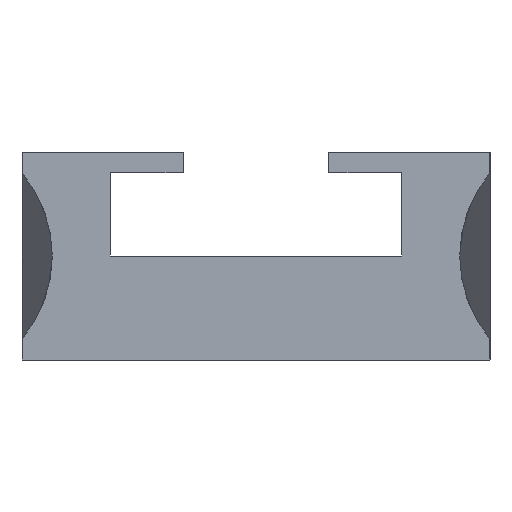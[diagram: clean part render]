
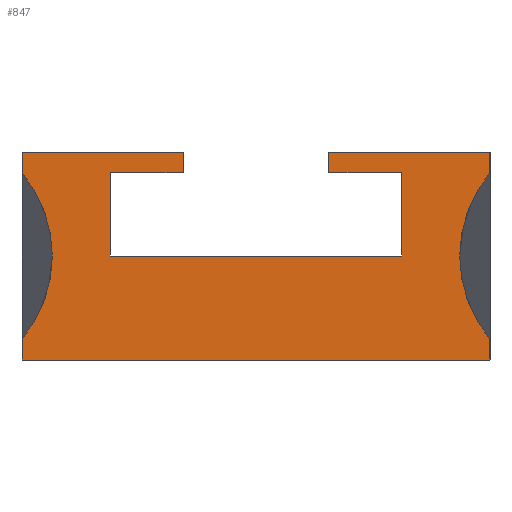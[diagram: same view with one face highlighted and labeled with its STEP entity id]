
A CAD part, left-side view. The second image highlights one B-rep face of the part: STEP entity #847.
In plain terms, the highlighted planar face has unit normal (-1, 0, 0).
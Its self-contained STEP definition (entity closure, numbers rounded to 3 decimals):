
#313=EDGE_CURVE('',#519,#655,#897,.T.);
#329=VERTEX_POINT('',#914);
#339=VERTEX_POINT('',#924);
#343=EDGE_CURVE('',#655,#531,#928,.T.);
#357=EDGE_CURVE('',#707,#329,#944,.T.);
#389=EDGE_CURVE('',#651,#815,#979,.T.);
#399=VERTEX_POINT('',#990);
#429=EDGE_CURVE('',#491,#671,#1020,.T.);
#455=EDGE_CURVE('',#531,#703,#1051,.T.);
#457=VERTEX_POINT('',#1053);
#461=VERTEX_POINT('',#1057);
#469=EDGE_CURVE('',#499,#329,#1065,.T.);
#471=EDGE_CURVE('',#491,#339,#1067,.T.);
#481=EDGE_CURVE('',#339,#815,#1078,.T.);
#491=VERTEX_POINT('',#1088);
#497=EDGE_CURVE('',#735,#719,#1094,.T.);
#499=VERTEX_POINT('',#1096);
#509=EDGE_CURVE('',#461,#499,#1107,.T.);
#519=VERTEX_POINT('',#1118);
#525=EDGE_CURVE('',#719,#519,#1125,.T.);
#531=VERTEX_POINT('',#1131);
#555=EDGE_CURVE('',#457,#461,#1160,.T.);
#631=EDGE_CURVE('',#703,#457,#1246,.T.);
#651=VERTEX_POINT('',#1269);
#655=VERTEX_POINT('',#1273);
#667=EDGE_CURVE('',#809,#399,#1285,.T.);
#671=VERTEX_POINT('',#1289);
#681=EDGE_CURVE('',#399,#651,#1299,.T.);
#687=EDGE_CURVE('',#809,#707,#1305,.T.);
#703=VERTEX_POINT('',#1322);
#707=VERTEX_POINT('',#1326);
#719=VERTEX_POINT('',#1343);
#735=VERTEX_POINT('',#1359);
#763=EDGE_CURVE('',#671,#735,#1388,.T.);
#809=VERTEX_POINT('',#1439);
#815=VERTEX_POINT('',#1445);
#847=ADVANCED_FACE('',(#1479),#1480,.F.);
#897=LINE('',#1529,#1530);
#914=CARTESIAN_POINT('',(0.,-22.5,18.0));
#924=CARTESIAN_POINT('',(0.,19.588,10.0));
#928=LINE('',#1572,#1573);
#944=CIRCLE('',#1595,12.446);
#979=LINE('',#1643,#1644);
#990=CARTESIAN_POINT('',(0.,-22.5,0.0));
#1020=LINE('',#1705,#1706);
#1051=LINE('',#1746,#1747);
#1053=CARTESIAN_POINT('',(0.,-7.0,18.0));
#1057=CARTESIAN_POINT('',(0.,-7.0,20.0));
#1065=LINE('',#1768,#1769);
#1067=CIRCLE('',#1772,12.446);
#1078=CIRCLE('',#1788,12.446);
#1088=CARTESIAN_POINT('',(0.,22.5,18.0));
#1094=LINE('',#1812,#1813);
#1096=CARTESIAN_POINT('',(0.,-22.5,20.0));
#1107=LINE('',#1831,#1832);
#1118=CARTESIAN_POINT('',(0.,14.0,18.0));
#1125=LINE('',#1855,#1856);
#1131=CARTESIAN_POINT('',(0.,-14.0,10.0));
#1160=LINE('',#1897,#1898);
#1246=LINE('',#2012,#2013);
#1269=CARTESIAN_POINT('',(0.,22.5,0.0));
#1273=CARTESIAN_POINT('',(0.,14.0,10.0));
#1285=LINE('',#2063,#2064);
#1289=CARTESIAN_POINT('',(0.,22.5,20.0));
#1299=LINE('',#2082,#2083);
#1305=CIRCLE('',#2094,12.446);
#1322=CARTESIAN_POINT('',(0.,-14.0,18.0));
#1326=CARTESIAN_POINT('',(0.,-19.588,10.0));
#1343=CARTESIAN_POINT('',(0.,7.0,18.0));
#1359=CARTESIAN_POINT('',(0.,7.0,20.0));
#1388=LINE('',#2208,#2209);
#1439=CARTESIAN_POINT('',(0.,-22.5,2.0));
#1445=CARTESIAN_POINT('',(0.,22.5,2.));
#1479=FACE_OUTER_BOUND('',#2349,.T.);
#1480=PLANE('',#2350);
#1529=CARTESIAN_POINT('',(0.,14.0,18.0));
#1530=VECTOR('',#2401,1.0);
#1572=CARTESIAN_POINT('',(0.,14.0,10.0));
#1573=VECTOR('',#2420,1.0);
#1595=AXIS2_PLACEMENT_3D('',#2446,#2447,#2448);
#1643=CARTESIAN_POINT('',(0.,22.5,0.0));
#1644=VECTOR('',#2497,1.0);
#1705=CARTESIAN_POINT('',(0.,22.5,18.0));
#1706=VECTOR('',#2523,1.0);
#1746=CARTESIAN_POINT('',(0.,-14.0,10.0));
#1747=VECTOR('',#2565,1.0);
#1768=CARTESIAN_POINT('',(0.,-22.5,20.0));
#1769=VECTOR('',#2569,1.0);
#1772=AXIS2_PLACEMENT_3D('',#2570,#2571,#2572);
#1788=AXIS2_PLACEMENT_3D('',#2583,#2584,#2585);
#1812=CARTESIAN_POINT('',(0.,7.0,20.0));
#1813=VECTOR('',#2592,1.0);
#1831=CARTESIAN_POINT('',(0.,-7.0,20.0));
#1832=VECTOR('',#2605,1.0);
#1855=CARTESIAN_POINT('',(0.,7.0,18.0));
#1856=VECTOR('',#2624,1.0);
#1897=CARTESIAN_POINT('',(0.,-7.0,18.0));
#1898=VECTOR('',#2682,1.0);
#2012=CARTESIAN_POINT('',(0.,-14.0,18.0));
#2013=VECTOR('',#2793,1.0);
#2063=CARTESIAN_POINT('',(0.,-22.5,2.0));
#2064=VECTOR('',#2833,1.0);
#2082=CARTESIAN_POINT('',(0.0,0.0,0.0));
#2083=VECTOR('',#2838,1.0);
#2094=AXIS2_PLACEMENT_3D('',#2841,#2842,#2843);
#2208=CARTESIAN_POINT('',(0.,22.5,20.0));
#2209=VECTOR('',#2907,1.0);
#2349=EDGE_LOOP('',(#3025,#3026,#3027,#3028,#3029,#3030,#3031,#3032,#3033,#3034,#3035,#3036,#3037,#3038,#3039,#3040,#3041,#3042));
#2350=AXIS2_PLACEMENT_3D('',#3043,#3044,#3045);
#2401=DIRECTION('',(0.,0.,-1.0));
#2420=DIRECTION('',(0.,-1.0,0.0));
#2446=CARTESIAN_POINT('',(0.,-32.034,10.0));
#2447=DIRECTION('',(1.0,0.,0.));
#2448=DIRECTION('',(0.,1.0,0.0));
#2497=DIRECTION('',(0.,0.,1.0));
#2523=DIRECTION('',(0.,0.,1.0));
#2565=DIRECTION('',(0.,0.,1.0));
#2569=DIRECTION('',(0.,0.,-1.0));
#2570=CARTESIAN_POINT('',(0.,32.034,10.0));
#2571=DIRECTION('',(1.0,0.,0.));
#2572=DIRECTION('',(0.,1.0,0.0));
#2583=CARTESIAN_POINT('',(0.,32.034,10.0));
#2584=DIRECTION('',(1.0,0.,0.));
#2585=DIRECTION('',(0.,1.0,0.0));
#2592=DIRECTION('',(0.,0.,-1.0));
#2605=DIRECTION('',(0.,-1.0,0.0));
#2624=DIRECTION('',(0.,1.0,0.0));
#2682=DIRECTION('',(0.,0.,1.0));
#2793=DIRECTION('',(0.,1.0,0.0));
#2833=DIRECTION('',(0.,0.,-1.0));
#2838=DIRECTION('',(0.,1.0,0.0));
#2841=CARTESIAN_POINT('',(0.,-32.034,10.0));
#2842=DIRECTION('',(1.0,0.,0.));
#2843=DIRECTION('',(0.,1.0,0.0));
#2907=DIRECTION('',(0.,-1.0,0.0));
#3025=ORIENTED_EDGE('',*,*,#681,.F.);
#3026=ORIENTED_EDGE('',*,*,#667,.F.);
#3027=ORIENTED_EDGE('',*,*,#687,.T.);
#3028=ORIENTED_EDGE('',*,*,#357,.T.);
#3029=ORIENTED_EDGE('',*,*,#469,.F.);
#3030=ORIENTED_EDGE('',*,*,#509,.F.);
#3031=ORIENTED_EDGE('',*,*,#555,.F.);
#3032=ORIENTED_EDGE('',*,*,#631,.F.);
#3033=ORIENTED_EDGE('',*,*,#455,.F.);
#3034=ORIENTED_EDGE('',*,*,#343,.F.);
#3035=ORIENTED_EDGE('',*,*,#313,.F.);
#3036=ORIENTED_EDGE('',*,*,#525,.F.);
#3037=ORIENTED_EDGE('',*,*,#497,.F.);
#3038=ORIENTED_EDGE('',*,*,#763,.F.);
#3039=ORIENTED_EDGE('',*,*,#429,.F.);
#3040=ORIENTED_EDGE('',*,*,#471,.T.);
#3041=ORIENTED_EDGE('',*,*,#481,.T.);
#3042=ORIENTED_EDGE('',*,*,#389,.F.);
#3043=CARTESIAN_POINT('',(0.,0.,10.398));
#3044=DIRECTION('',(1.0,0.,0.));
#3045=DIRECTION('',(0.,1.0,0.0));
